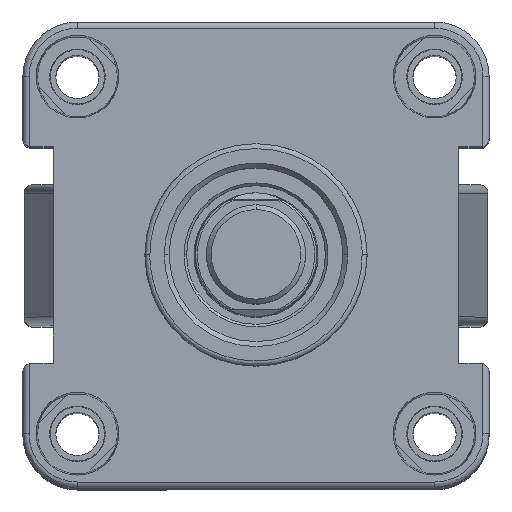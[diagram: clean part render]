
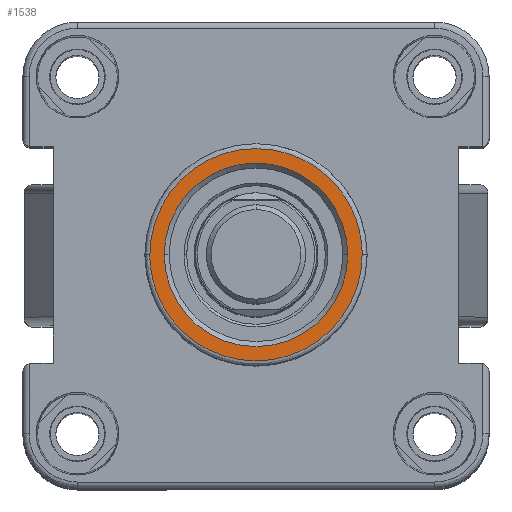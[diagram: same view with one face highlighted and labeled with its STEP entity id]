
A CAD part, top view. The second image highlights one B-rep face of the part: STEP entity #1538.
In plain terms, the highlighted face is planar.
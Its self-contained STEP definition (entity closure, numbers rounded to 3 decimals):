
#218 = CARTESIAN_POINT ( 'NONE',  ( 166., 0., 21.4 ) ) ;
#608 = VERTEX_POINT ( 'NONE', #24053 ) ;
#935 = PLANE ( 'NONE',  #6103 ) ;
#1119 = DIRECTION ( 'NONE',  ( -1., 0., 0. ) ) ;
#1538 = ADVANCED_FACE ( 'NONE', ( #14986, #5715 ), #935, .F. ) ;
#2042 = AXIS2_PLACEMENT_3D ( 'NONE', #16509, #8163, #14483 ) ;
#5715 = FACE_BOUND ( 'NONE', #12176, .T. ) ;
#6103 = AXIS2_PLACEMENT_3D ( 'NONE', #13991, #1119, #20156 ) ;
#6165 = VERTEX_POINT ( 'NONE', #18033 ) ;
#7188 = DIRECTION ( 'NONE',  ( 1., 0., 0. ) ) ;
#7248 = VERTEX_POINT ( 'NONE', #22222 ) ;
#8031 = CARTESIAN_POINT ( 'NONE',  ( 166., -42.8, -21.4 ) ) ;
#8163 = DIRECTION ( 'NONE',  ( 1., 0., 0. ) ) ;
#8398 = EDGE_LOOP ( 'NONE', ( #12246, #22459 ) ) ;
#8415 = CARTESIAN_POINT ( 'NONE',  ( 166., 0., 21.4 ) ) ;
#9309 = DIRECTION ( 'NONE',  ( 0., 0., -1. ) ) ;
#10093 = AXIS2_PLACEMENT_3D ( 'NONE', #15527, #7188, #9309 ) ;
#10374 = CARTESIAN_POINT ( 'NONE',  ( 166., 0., 21.4 ) ) ;
#12176 = EDGE_LOOP ( 'NONE', ( #23952, #25307 ) ) ;
#12246 = ORIENTED_EDGE ( 'NONE', *, *, #21936, .F. ) ;
#13094 = CIRCLE ( 'NONE', #10093, 18.5 ) ;
#13991 = CARTESIAN_POINT ( 'NONE',  ( 166., 17.5, 0. ) ) ;
#14483 = DIRECTION ( 'NONE',  ( 0., 0., -1. ) ) ;
#14809 = CARTESIAN_POINT ( 'NONE',  ( 166., 42.8, -21.4 ) ) ;
#14986 = FACE_OUTER_BOUND ( 'NONE', #8398, .T. ) ;
#15230 = EDGE_CURVE ( 'NONE', #608, #6165, #13094, .T. ) ;
#15527 = CARTESIAN_POINT ( 'NONE',  ( 166., 0., 0. ) ) ;
#15851 = EDGE_CURVE ( 'NONE', #7248, #21483, #20561, .T. ) ;
#16509 = CARTESIAN_POINT ( 'NONE',  ( 166., 0., 0. ) ) ;
#17084 = CIRCLE ( 'NONE', #2042, 18.5 ) ;
#18033 = CARTESIAN_POINT ( 'NONE',  ( 166., 0., -18.5 ) ) ;
#18541 = CARTESIAN_POINT ( 'NONE',  ( 166., -42.8, 21.4 ) ) ;
#20156 = DIRECTION ( 'NONE',  ( 0., 0., 1. ) ) ;
#20561 =( BOUNDED_CURVE ( )  B_SPLINE_CURVE ( 3, ( #23194, #8031, #18541, #10374 ),
 .UNSPECIFIED., .F., .F. ) 
 B_SPLINE_CURVE_WITH_KNOTS ( ( 4, 4 ),
 ( 0., 1. ),
 .UNSPECIFIED. ) 
 CURVE ( )  GEOMETRIC_REPRESENTATION_ITEM ( )  RATIONAL_B_SPLINE_CURVE ( ( 1., 0.333, 0.333, 1. ) ) 
 REPRESENTATION_ITEM ( '' )  );
#21483 = VERTEX_POINT ( 'NONE', #218 ) ;
#21936 = EDGE_CURVE ( 'NONE', #21483, #7248, #24596, .T. ) ;
#22222 = CARTESIAN_POINT ( 'NONE',  ( 166., 0., -21.4 ) ) ;
#22459 = ORIENTED_EDGE ( 'NONE', *, *, #15851, .F. ) ;
#22775 = EDGE_CURVE ( 'NONE', #6165, #608, #17084, .T. ) ;
#23194 = CARTESIAN_POINT ( 'NONE',  ( 166., 0., -21.4 ) ) ;
#23393 = CARTESIAN_POINT ( 'NONE',  ( 166., 0., -21.4 ) ) ;
#23952 = ORIENTED_EDGE ( 'NONE', *, *, #22775, .F. ) ;
#24053 = CARTESIAN_POINT ( 'NONE',  ( 166., 0., 18.5 ) ) ;
#24596 =( BOUNDED_CURVE ( )  B_SPLINE_CURVE ( 3, ( #8415, #27587, #14809, #23393 ),
 .UNSPECIFIED., .F., .T. ) 
 B_SPLINE_CURVE_WITH_KNOTS ( ( 4, 4 ),
 ( 0., 1. ),
 .UNSPECIFIED. ) 
 CURVE ( )  GEOMETRIC_REPRESENTATION_ITEM ( )  RATIONAL_B_SPLINE_CURVE ( ( 1., 0.333, 0.333, 1. ) ) 
 REPRESENTATION_ITEM ( '' )  );
#25307 = ORIENTED_EDGE ( 'NONE', *, *, #15230, .F. ) ;
#27587 = CARTESIAN_POINT ( 'NONE',  ( 166., 42.8, 21.4 ) ) ;
